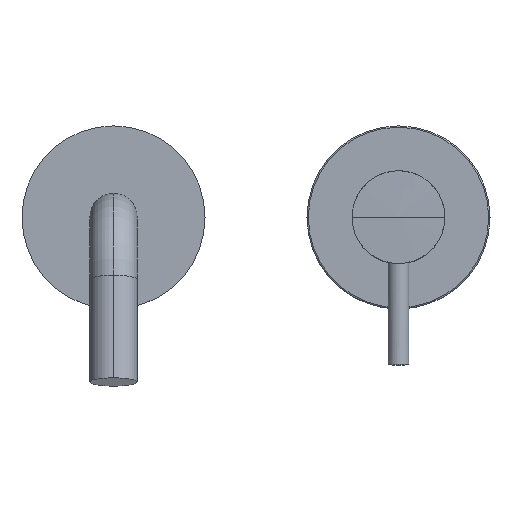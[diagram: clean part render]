
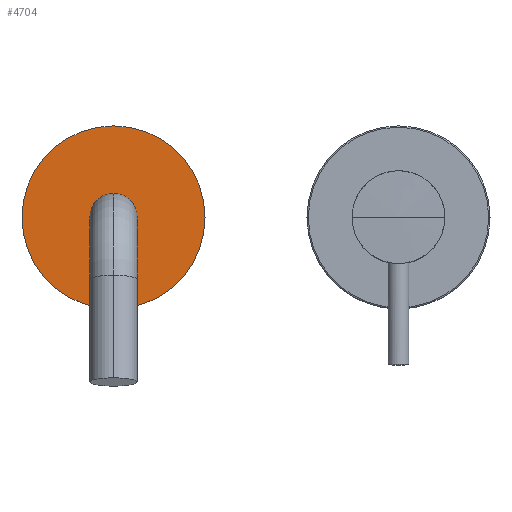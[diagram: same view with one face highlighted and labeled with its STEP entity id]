
A CAD part, top view. The second image highlights one B-rep face of the part: STEP entity #4704.
In plain terms, the highlighted planar face has unit normal (0, 0, 1).
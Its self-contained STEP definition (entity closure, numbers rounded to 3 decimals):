
#4547=CARTESIAN_POINT('',(-109.,0.,54.));
#4548=DIRECTION('',(0.,0.,1.));
#4549=DIRECTION('',(0.,1.,0.));
#4550=AXIS2_PLACEMENT_3D('',#4547,#4548,#4549);
#4556=CARTESIAN_POINT('',(-109.,0.,54.));
#4557=DIRECTION('',(0.,0.,1.));
#4558=DIRECTION('',(1.,0.,0.));
#4559=AXIS2_PLACEMENT_3D('',#4556,#4557,#4558);
#4561=CARTESIAN_POINT('',(-109.,0.,54.));
#4562=DIRECTION('',(0.,0.,-1.));
#4563=DIRECTION('',(1.,0.,0.));
#4564=AXIS2_PLACEMENT_3D('',#4561,#4562,#4563);
#4584=CARTESIAN_POINT('',(-109.,0.,54.));
#4585=DIRECTION('',(0.,0.,1.));
#4586=DIRECTION('',(0.,-1.,0.));
#4587=AXIS2_PLACEMENT_3D('',#4584,#4585,#4586);
#4650=CARTESIAN_POINT('',(-74.,0.,54.));
#4652=VERTEX_POINT('',#4650);
#4654=CARTESIAN_POINT('',(-144.,0.,54.));
#4656=VERTEX_POINT('',#4654);
#4661=CARTESIAN_POINT('',(-109.,-9.,54.));
#4662=CARTESIAN_POINT('',(-109.,9.,54.));
#4663=VERTEX_POINT('',#4661);
#4664=VERTEX_POINT('',#4662);
#4688=CARTESIAN_POINT('',(-109.,0.,54.));
#4689=DIRECTION('',(0.,0.,-1.));
#4690=DIRECTION('',(-1.,0.,0.));
#4691=AXIS2_PLACEMENT_3D('',#4688,#4689,#4690);
#4692=PLANE('',#4691);
#4694=ORIENTED_EDGE('',*,*,#4693,.F.);
#4696=ORIENTED_EDGE('',*,*,#4695,.T.);
#4697=EDGE_LOOP('',(#4694,#4696));
#4698=FACE_OUTER_BOUND('',#4697,.F.);
#4700=ORIENTED_EDGE('',*,*,#4699,.T.);
#4701=ORIENTED_EDGE('',*,*,#4670,.T.);
#4702=EDGE_LOOP('',(#4700,#4701));
#4703=FACE_BOUND('',#4702,.F.);
#4704=ADVANCED_FACE('',(#4698,#4703),#4692,.F.);
#4551=CIRCLE('',#4550,9.);
#4560=CIRCLE('',#4559,35.);
#4565=CIRCLE('',#4564,35.);
#4588=CIRCLE('',#4587,9.);
#4670=EDGE_CURVE('',#4664,#4663,#4551,.T.);
#4693=EDGE_CURVE('',#4652,#4656,#4560,.T.);
#4695=EDGE_CURVE('',#4652,#4656,#4565,.T.);
#4699=EDGE_CURVE('',#4663,#4664,#4588,.T.);
